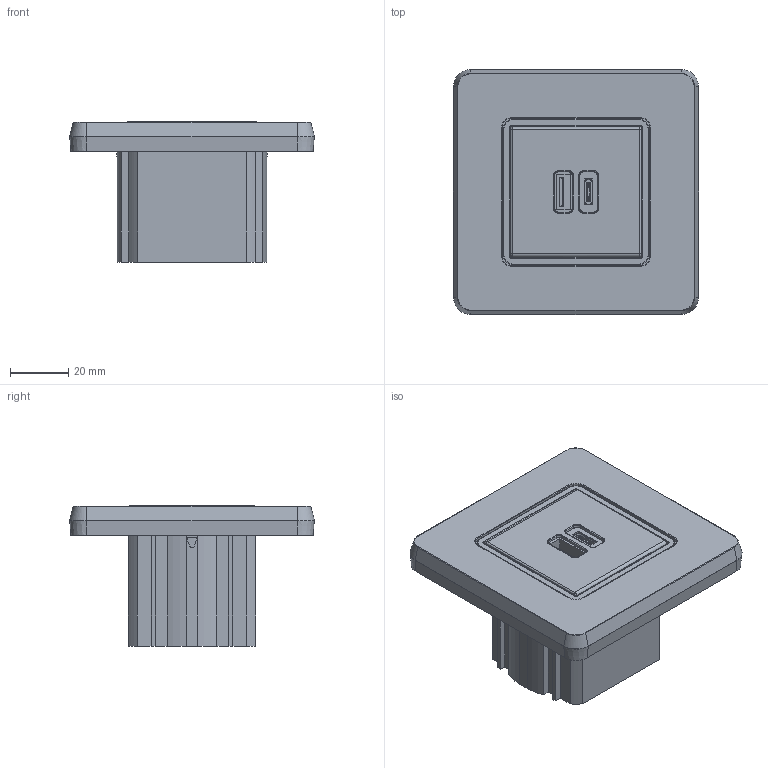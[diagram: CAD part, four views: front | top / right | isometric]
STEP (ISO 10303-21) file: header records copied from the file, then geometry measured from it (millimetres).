
FILE_DESCRIPTION (( 'STEP AP203' ), '1' );
FILE_NAME ('Ðîç USB A+C.STEP', '2025-05-27T13:13:51', ( '' ), ( '' ), 'SwSTEP 2.0', 'SolidWorks 2022', '' );
FILE_SCHEMA (( 'CONFIG_CONTROL_DESIGN' ));
Length unit declared in the file: millimetre
Products named in the file (1): Роз USB A+C
Bounding box: 84 x 84 x 48.15 mm (x, y, z)
Volume: 144575 mm3; surface area: 27026.9 mm2
Topology: 1 solids, 2 shells, 433 faces, 1131 edges, 716 vertices
Faces by surface type: plane 208, cylinder 129, cone 36, torus 32, bspline 28
Entity records: 17256 total; most frequent: CARTESIAN_POINT 6799, ORIENTED_EDGE 2262, DIRECTION 2050, EDGE_CURVE 1131, VERTEX_POINT 716, AXIS2_PLACEMENT_3D 691, LINE 668, VECTOR 668
